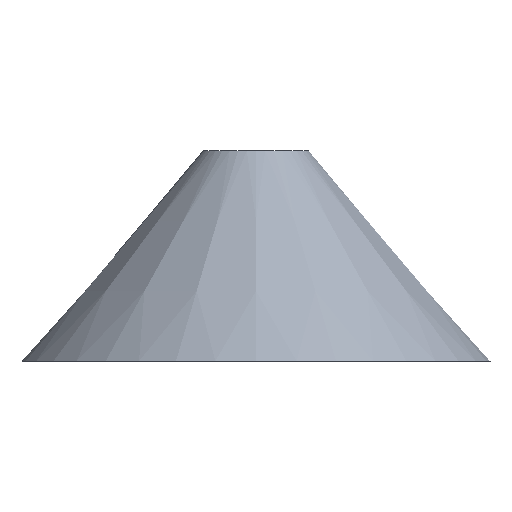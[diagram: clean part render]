
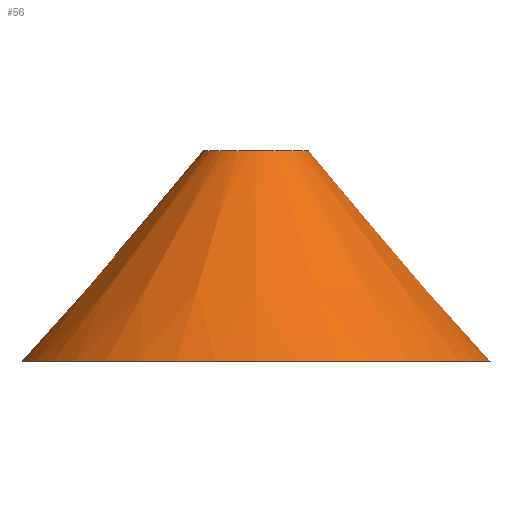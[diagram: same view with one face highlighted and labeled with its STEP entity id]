
A CAD part, left-side view. The second image highlights one B-rep face of the part: STEP entity #56.
In plain terms, the highlighted conical face has half-angle 40.778 degrees and reference radius 0.2 mm.
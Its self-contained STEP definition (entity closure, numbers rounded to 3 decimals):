
#43 = EDGE_CURVE('',#44,#44,#46,.T.);
#44 = VERTEX_POINT('',#45);
#45 = CARTESIAN_POINT('',(0.2,0.,0.8));
#46 = CIRCLE('',#47,0.2);
#47 = AXIS2_PLACEMENT_3D('',#48,#49,#50);
#48 = CARTESIAN_POINT('',(0.,0.,0.8));
#49 = DIRECTION('',(0.,0.,-1.));
#50 = DIRECTION('',(1.,0.,0.));
#56 = ADVANCED_FACE('',(#57),#76,.T.);
#57 = FACE_BOUND('',#58,.T.);
#58 = EDGE_LOOP('',(#59,#60,#68,#75));
#59 = ORIENTED_EDGE('',*,*,#43,.T.);
#60 = ORIENTED_EDGE('',*,*,#61,.T.);
#61 = EDGE_CURVE('',#44,#62,#64,.T.);
#62 = VERTEX_POINT('',#63);
#63 = CARTESIAN_POINT('',(0.89,0.,0.));
#64 = LINE('',#65,#66);
#65 = CARTESIAN_POINT('',(0.2,0.,0.8));
#66 = VECTOR('',#67,1.);
#67 = DIRECTION('',(0.653,0.,-0.757)
  );
#68 = ORIENTED_EDGE('',*,*,#69,.F.);
#69 = EDGE_CURVE('',#62,#62,#70,.T.);
#70 = CIRCLE('',#71,0.89);
#71 = AXIS2_PLACEMENT_3D('',#72,#73,#74);
#72 = CARTESIAN_POINT('',(0.,0.,0.));
#73 = DIRECTION('',(0.,0.,-1.));
#74 = DIRECTION('',(1.,0.,0.));
#75 = ORIENTED_EDGE('',*,*,#61,.F.);
#76 = CONICAL_SURFACE('',#77,0.2,0.712);
#77 = AXIS2_PLACEMENT_3D('',#78,#79,#80);
#78 = CARTESIAN_POINT('',(0.,0.,0.8));
#79 = DIRECTION('',(0.,0.,-1.));
#80 = DIRECTION('',(1.,0.,0.));
